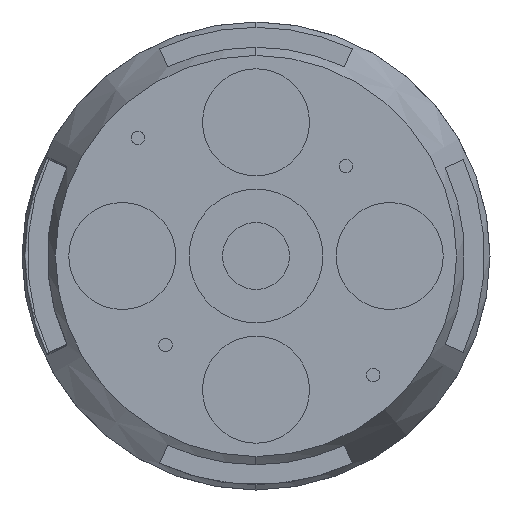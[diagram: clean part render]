
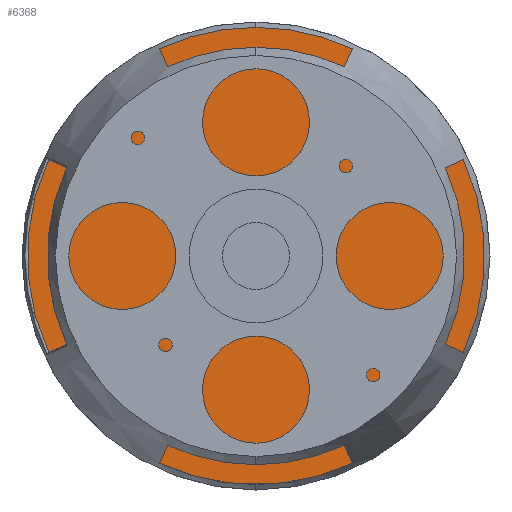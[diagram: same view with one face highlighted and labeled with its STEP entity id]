
A CAD part, left-side view. The second image highlights one B-rep face of the part: STEP entity #6368.
In plain terms, the highlighted planar face has unit normal (-1, 0, 0).
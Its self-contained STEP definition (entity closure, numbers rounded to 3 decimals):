
#119 = ORIENTED_EDGE ( 'NONE', *, *, #10178, .T. ) ;
#1288 = DIRECTION ( 'NONE',  ( 0., 0., 1. ) ) ;
#2657 = DIRECTION ( 'NONE',  ( -1., 0., 0. ) ) ;
#2837 = CIRCLE ( 'NONE', #11445, 17.5 ) ;
#3250 = PLANE ( 'NONE',  #11678 ) ;
#3285 = AXIS2_PLACEMENT_3D ( 'NONE', #12794, #2657, #7724 ) ;
#3638 = DIRECTION ( 'NONE',  ( -1., 0., 0. ) ) ;
#4583 = EDGE_CURVE ( 'NONE', #4677, #12367, #2837, .T. ) ;
#4677 = VERTEX_POINT ( 'NONE', #4838 ) ;
#4838 = CARTESIAN_POINT ( 'NONE',  ( 9.5, 0., -17.5 ) ) ;
#5247 = ORIENTED_EDGE ( 'NONE', *, *, #4583, .T. ) ;
#6368 = ADVANCED_FACE ( 'NONE', ( #12094 ), #3250, .T. ) ;
#6394 = DIRECTION ( 'NONE',  ( 0., 0., 1. ) ) ;
#6413 = DIRECTION ( 'NONE',  ( -1., 0., 0. ) ) ;
#6963 = CARTESIAN_POINT ( 'NONE',  ( 9.5, 0., 17.5 ) ) ;
#7724 = DIRECTION ( 'NONE',  ( 0., 0., 1. ) ) ;
#8969 = CIRCLE ( 'NONE', #3285, 17.5 ) ;
#9234 = EDGE_LOOP ( 'NONE', ( #119, #5247 ) ) ;
#9305 = CARTESIAN_POINT ( 'NONE',  ( 9.5, 0., 0. ) ) ;
#10178 = EDGE_CURVE ( 'NONE', #12367, #4677, #8969, .T. ) ;
#11445 = AXIS2_PLACEMENT_3D ( 'NONE', #12656, #3638, #6394 ) ;
#11678 = AXIS2_PLACEMENT_3D ( 'NONE', #9305, #6413, #1288 ) ;
#12094 = FACE_OUTER_BOUND ( 'NONE', #9234, .T. ) ;
#12367 = VERTEX_POINT ( 'NONE', #6963 ) ;
#12656 = CARTESIAN_POINT ( 'NONE',  ( 9.5, 0., 0. ) ) ;
#12794 = CARTESIAN_POINT ( 'NONE',  ( 9.5, 0., 0. ) ) ;
